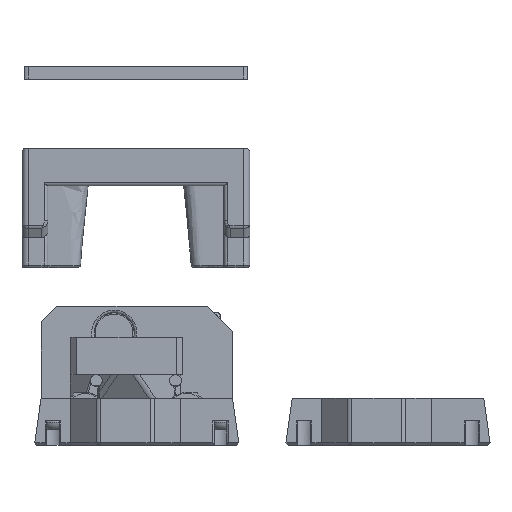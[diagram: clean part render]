
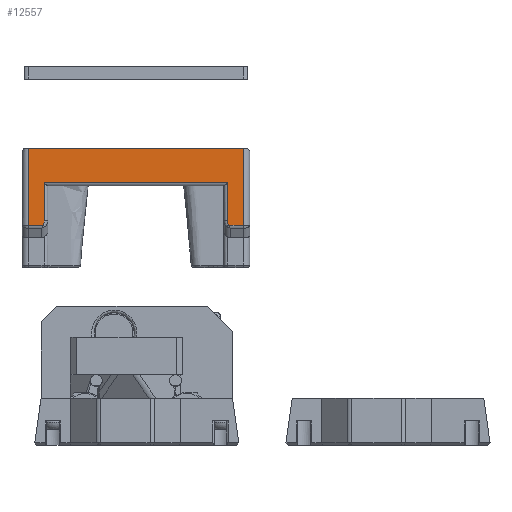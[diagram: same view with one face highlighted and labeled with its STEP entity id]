
A CAD part, top view. The second image highlights one B-rep face of the part: STEP entity #12557.
In plain terms, the highlighted face is planar.
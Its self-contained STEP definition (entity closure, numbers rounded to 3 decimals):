
#63=ELLIPSE('',#13514,0.8,0.4);
#67=ELLIPSE('',#13522,0.8,0.4);
#1126=PLANE('',#13521);
#1672=FACE_OUTER_BOUND('',#2448,.T.);
#2448=EDGE_LOOP('',(#9845,#9846,#9847,#9848,#9849,#9850,#9851,#9852,#9853,
#9854));
#3327=LINE('',#22567,#4318);
#3331=LINE('',#22641,#4322);
#3333=LINE('',#22647,#4324);
#3334=LINE('',#22649,#4325);
#3335=LINE('',#22653,#4326);
#3336=LINE('',#22655,#4327);
#3337=LINE('',#22657,#4328);
#3338=LINE('',#22658,#4329);
#4318=VECTOR('',#15375,10.);
#4322=VECTOR('',#15399,10.);
#4324=VECTOR('',#15405,10.);
#4325=VECTOR('',#15406,10.);
#4326=VECTOR('',#15409,10.);
#4327=VECTOR('',#15410,10.);
#4328=VECTOR('',#15411,10.);
#4329=VECTOR('',#15412,10.);
#5718=VERTEX_POINT('',#22554);
#5720=VERTEX_POINT('',#22566);
#5723=VERTEX_POINT('',#22598);
#5729=VERTEX_POINT('',#22640);
#5731=VERTEX_POINT('',#22646);
#5732=VERTEX_POINT('',#22648);
#5733=VERTEX_POINT('',#22650);
#5734=VERTEX_POINT('',#22652);
#5735=VERTEX_POINT('',#22654);
#5736=VERTEX_POINT('',#22656);
#7197=EDGE_CURVE('',#5718,#5720,#3327,.T.);
#7203=EDGE_CURVE('',#5720,#5723,#63,.T.);
#7210=EDGE_CURVE('',#5723,#5729,#3331,.T.);
#7213=EDGE_CURVE('',#5718,#5731,#3333,.T.);
#7214=EDGE_CURVE('',#5732,#5731,#3334,.T.);
#7215=EDGE_CURVE('',#5733,#5732,#67,.T.);
#7216=EDGE_CURVE('',#5734,#5733,#3335,.T.);
#7217=EDGE_CURVE('',#5735,#5734,#3336,.T.);
#7218=EDGE_CURVE('',#5735,#5736,#3337,.T.);
#7219=EDGE_CURVE('',#5729,#5736,#3338,.T.);
#9845=ORIENTED_EDGE('',*,*,#7203,.F.);
#9846=ORIENTED_EDGE('',*,*,#7197,.F.);
#9847=ORIENTED_EDGE('',*,*,#7213,.T.);
#9848=ORIENTED_EDGE('',*,*,#7214,.F.);
#9849=ORIENTED_EDGE('',*,*,#7215,.F.);
#9850=ORIENTED_EDGE('',*,*,#7216,.F.);
#9851=ORIENTED_EDGE('',*,*,#7217,.F.);
#9852=ORIENTED_EDGE('',*,*,#7218,.T.);
#9853=ORIENTED_EDGE('',*,*,#7219,.F.);
#9854=ORIENTED_EDGE('',*,*,#7210,.F.);
#12557=ADVANCED_FACE('',(#1672),#1126,.F.);
#13514=AXIS2_PLACEMENT_3D('',#22602,#15385,#15386);
#13521=AXIS2_PLACEMENT_3D('',#22645,#15403,#15404);
#13522=AXIS2_PLACEMENT_3D('',#22651,#15407,#15408);
#15375=DIRECTION('',(0.,1.,0.));
#15385=DIRECTION('center_axis',(0.,0.,
1.));
#15386=DIRECTION('ref_axis',(0.,-1.,0.));
#15399=DIRECTION('',(-1.,0.,0.));
#15403=DIRECTION('center_axis',(0.,0.,
1.));
#15404=DIRECTION('ref_axis',(1.,0.,0.));
#15405=DIRECTION('',(1.,0.,0.));
#15406=DIRECTION('',(0.,-1.,0.));
#15407=DIRECTION('center_axis',(0.,0.,
1.));
#15408=DIRECTION('ref_axis',(0.,-1.,0.));
#15409=DIRECTION('',(-1.,0.,0.));
#15410=DIRECTION('',(0.,1.,0.));
#15411=DIRECTION('',(-1.,0.,0.));
#15412=DIRECTION('',(0.,-1.,0.));
#22554=CARTESIAN_POINT('',(37.405,48.2,31.344));
#22566=CARTESIAN_POINT('',(37.405,54.275,31.344));
#22567=CARTESIAN_POINT('',(37.405,45.7,31.344));
#22598=CARTESIAN_POINT('',(37.205,54.968,31.344));
#22602=CARTESIAN_POINT('Origin',(37.005,54.275,31.344));
#22640=CARTESIAN_POINT('',(34.877,54.968,31.344));
#22641=CARTESIAN_POINT('',(42.941,54.968,31.344));
#22645=CARTESIAN_POINT('Origin',(33.877,42.7,31.344));
#22646=CARTESIAN_POINT('',(66.605,48.2,31.345));
#22647=CARTESIAN_POINT('',(42.941,48.2,31.344));
#22648=CARTESIAN_POINT('',(66.605,54.275,31.344));
#22649=CARTESIAN_POINT('',(66.605,45.7,31.345));
#22650=CARTESIAN_POINT('',(66.805,54.968,31.344));
#22651=CARTESIAN_POINT('Origin',(67.005,54.275,31.344));
#22652=CARTESIAN_POINT('',(69.132,54.968,31.345));
#22653=CARTESIAN_POINT('',(42.941,54.968,31.344));
#22654=CARTESIAN_POINT('',(69.132,42.7,31.345));
#22655=CARTESIAN_POINT('',(69.132,42.7,31.345));
#22656=CARTESIAN_POINT('',(34.877,42.7,31.344));
#22657=CARTESIAN_POINT('',(42.941,42.7,31.344));
#22658=CARTESIAN_POINT('',(34.877,42.7,31.344));
